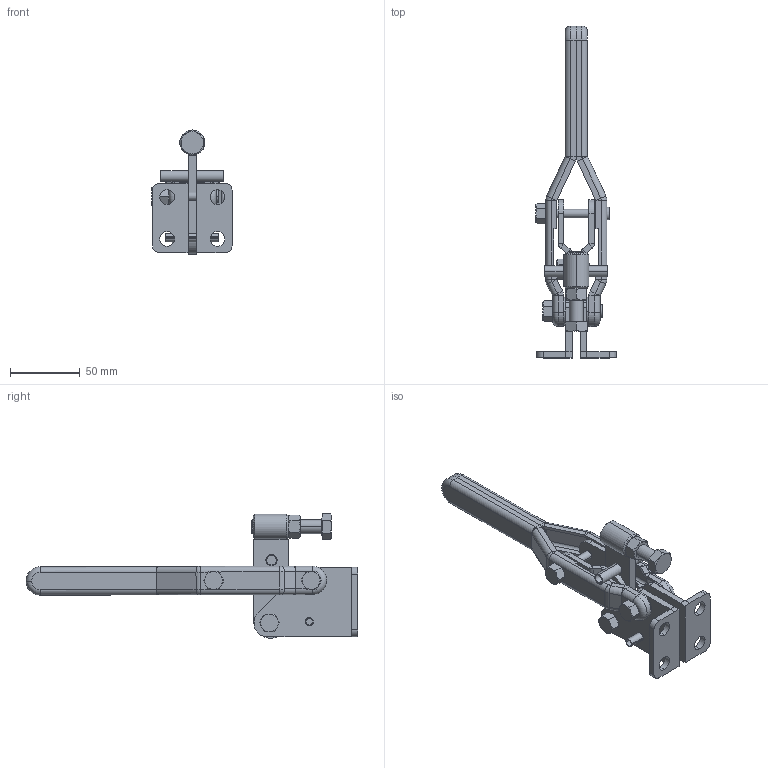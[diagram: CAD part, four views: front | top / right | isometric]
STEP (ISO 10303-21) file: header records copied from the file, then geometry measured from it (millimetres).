
FILE_DESCRIPTION (( 'STEP AP214' ), '1' );
FILE_NAME ('GH-10448(Â²¤Æ)-1.STEP', '2020-05-25T09:31:10', ( 'LinWei' ), ( '' ), 'SwSTEP 2.0', 'SolidWorks 2016', '' );
FILE_SCHEMA (( 'AUTOMOTIVE_DESIGN' ));
Length unit declared in the file: millimetre
Products named in the file (6): Group4^GH-10448(簡化)-1; Group2^GH-10448(簡化)-1; Group5^GH-10448(簡化)-1; Group7^GH-10448(簡化)-1; Group3^GH-10448(簡化)-1; GH-10448(簡化)-1
Assembly tree (5 placements, depth 2):
  GH-10448(簡化)-1
    Group3^GH-10448(簡化)-1
    Group7^GH-10448(簡化)-1
    Group5^GH-10448(簡化)-1
    Group2^GH-10448(簡化)-1
    Group4^GH-10448(簡化)-1
Bounding box: 57.43 x 238.01 x 89.25 mm (x, y, z)
Volume: 99044.9 mm3; surface area: 67478.6 mm2
Topology: 6 solids, 6 shells, 556 faces, 1238 edges, 712 vertices
Faces by surface type: plane 261, cylinder 179, cone 72, torus 44
Entity records: 17571 total; most frequent: CARTESIAN_POINT 3364, DIRECTION 2734, ORIENTED_EDGE 2476, EDGE_CURVE 1238, AXIS2_PLACEMENT_3D 1058, VERTEX_POINT 712, LINE 618, VECTOR 618
